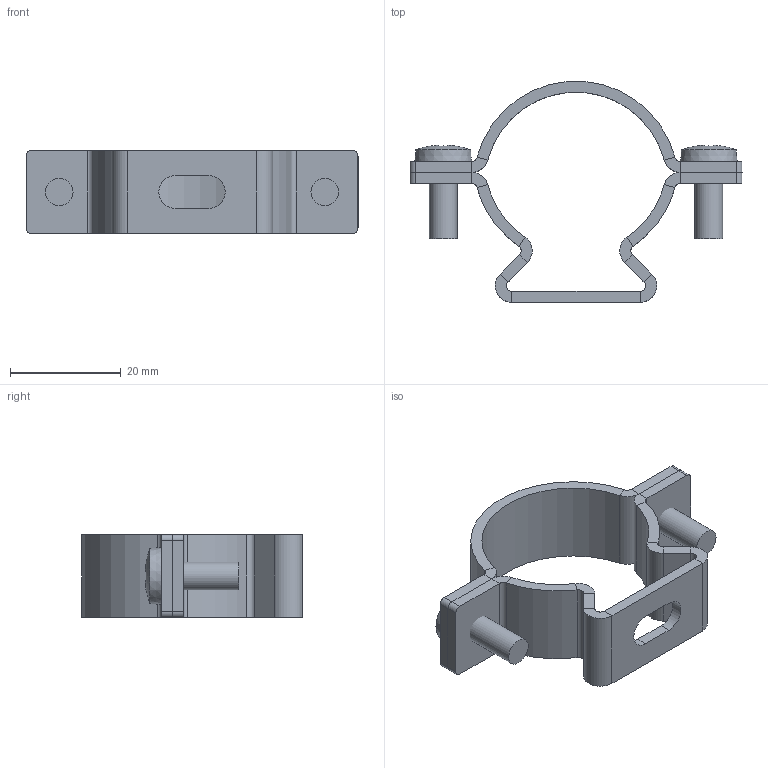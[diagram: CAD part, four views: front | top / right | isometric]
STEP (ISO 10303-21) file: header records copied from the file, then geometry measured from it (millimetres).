
FILE_DESCRIPTION(/* description */ (''),/* implementation_level */ '2;1');
FILE_NAME(/* name */ 'OBS30.stp',/* time_stamp */ '2020-12-04T09:35:17+01:00',/* author */ ('stanislaw.luczak'),/* organization */ (''),/* preprocessor_version */ 'ST-DEVELOPER v18.1',/* originating_system */ 'Autodesk Inventor 2021',/* authorisation */ '');
FILE_SCHEMA (('AUTOMOTIVE_DESIGN { 1 0 10303 214 3 1 1 }'));
Length unit declared in the file: millimetre
Products named in the file (4): OBS30; OBS30 dół; OBS30 pokrywka; JIS B 1111 - M5x14
Assembly tree (4 placements, depth 2):
  OBS30
    OBS30 dół
    OBS30 pokrywka
    JIS B 1111 - M5x14  x2
Bounding box: 60 x 39.93 x 15 mm (x, y, z)
Volume: 5817.3 mm3; surface area: 6893.3 mm2
Topology: 4 solids, 4 shells, 147 faces, 346 edges, 209 vertices
Faces by surface type: plane 89, cylinder 42, cone 12, bspline 2, torus 2
Full cylindrical faces by diameter (mm): 4.134 x2, 4.2 x2, 5 x2, 5.5 x1
Entity records: 3619 total; most frequent: CARTESIAN_POINT 684, DIRECTION 611, ORIENTED_EDGE 564, EDGE_CURVE 282, AXIS2_PLACEMENT_3D 222, LINE 167, VECTOR 167, VERTEX_POINT 167
